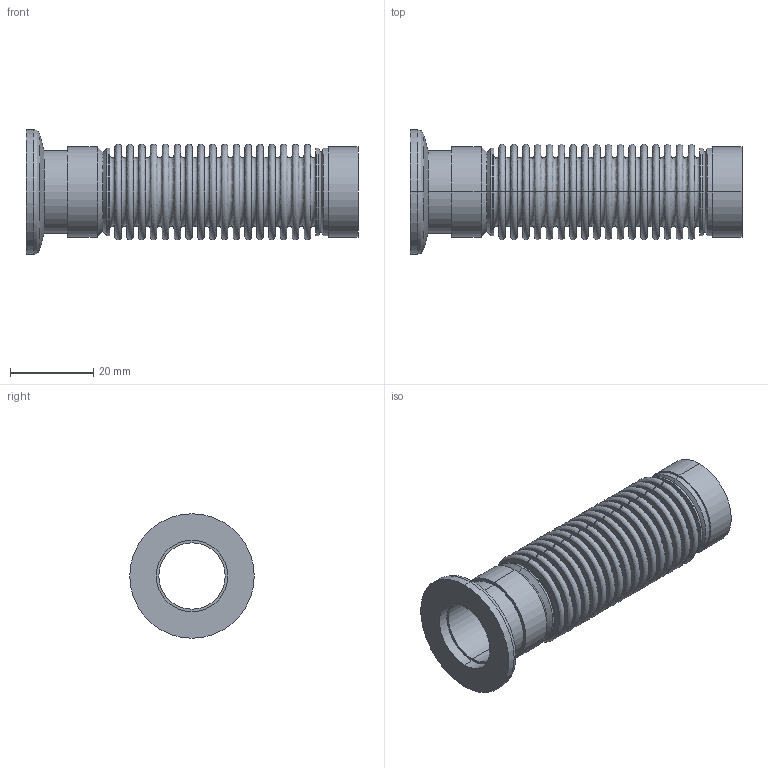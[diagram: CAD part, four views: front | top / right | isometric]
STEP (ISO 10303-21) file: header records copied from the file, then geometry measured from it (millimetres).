
FILE_DESCRIPTION( (''), '2;1');
FILE_NAME ('CAD716.4120.KP16_26555.stp','2017-01-24T16:47:17',(''),(''),'spGate 12.6.6','','');
FILE_SCHEMA (('AUTOMOTIVE_DESIGN'));
Length unit declared in the file: millimetre
Products named in the file (4): Assembly; KP16-1; KP16-2; KP16-3
Assembly tree (3 placements, depth 2):
  Assembly
    KP16-1
    KP16-2
    KP16-3
Bounding box: 80 x 30 x 30 mm (x, y, z)
Volume: 6736.3 mm3; surface area: 22939.4 mm2
Topology: 3 solids, 3 shells, 258 faces, 516 edges, 338 vertices
Faces by surface type: bspline 152, plane 80, cylinder 26
Entity records: 14574 total; most frequent: CARTESIAN_POINT 5218, ORIENTED_EDGE 1032, DIRECTION 904, COLOUR_RGB 777, PRESENTATION_STYLE_ASSIGNMENT 777, STYLED_ITEM 777, EDGE_CURVE 516, DRAUGHTING_PRE_DEFINED_CURVE_FONT 516
